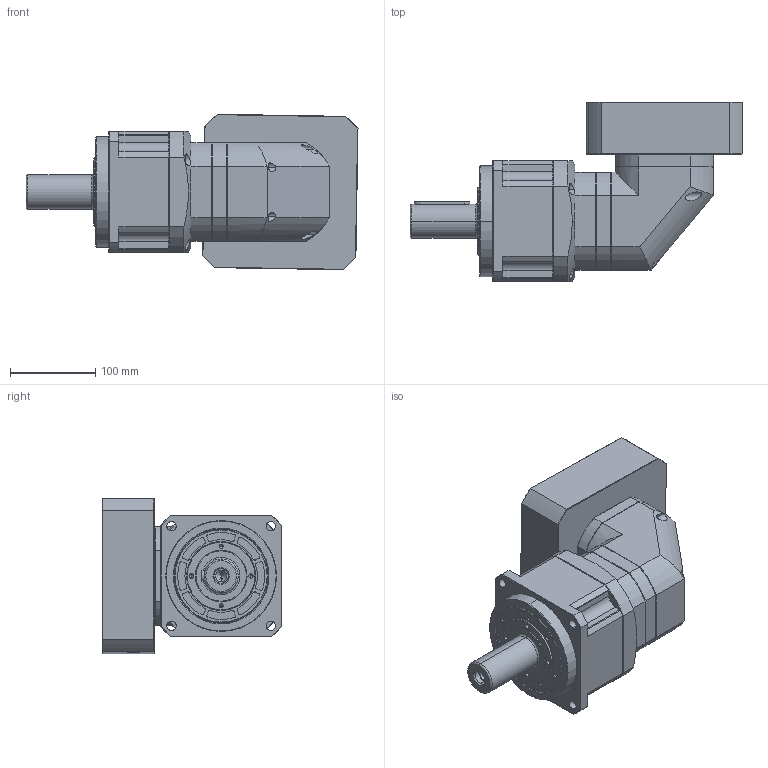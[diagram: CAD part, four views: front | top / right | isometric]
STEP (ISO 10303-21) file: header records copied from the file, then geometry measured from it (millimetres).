
FILE_DESCRIPTION((''),'2;1');
FILE_NAME('TMR142L2-114_3-35-0001_ASM','2024-06-24T09:17:22',('mayn'),(''),'CREO PARAMETRIC BY PTC INC, 2020053','CREO PARAMETRIC BY PTC INC, 2020053','');
FILE_SCHEMA(('CONFIG_CONTROL_DESIGN'));
Length unit declared in the file: millimetre
Products named in the file (17): SPRING_LOCK_WASHERS--NORMAL_TYP; HEXAGON_SOCKET_HEAD_CAP_SC-7702; HEXAGON_SOCKET_HEAD_CAP_S-29686; HEXAGON_SOCKET_HEAD_CAP_SC-7651; TMR1150001; TMR1150002; HEXAGON_SOCKET_HEAD_CAP_SC-7593; TMR1150003; HEX_SOCKET_SET_SCREWS_WITH_FLAT; 65X55X700; _AKB115_D114_3-M120001; TM1420001; TMR115350001; TMR1150004; TM1420002; TMR142L2-114_3-35-0002_ASM; TMR142L2-114_3-35-0001_ASM
Assembly tree (50 placements, depth 3):
  TMR142L2-114_3-35-0001_ASM
    TMR142L2-114_3-35-0002_ASM
      SPRING_LOCK_WASHERS--NORMAL_TYP  x17
      HEXAGON_SOCKET_HEAD_CAP_SC-7702  x13
      HEXAGON_SOCKET_HEAD_CAP_S-29686  x2
      HEXAGON_SOCKET_HEAD_CAP_SC-7651  x5
      TMR1150001
      TMR1150002
      HEXAGON_SOCKET_HEAD_CAP_SC-7593  x2
      TMR1150003
      HEX_SOCKET_SET_SCREWS_WITH_FLAT
      65X55X700
      _AKB115_D114_3-M120001
      TM1420001
      TMR115350001
      TMR1150004
      TM1420002
Bounding box: 389.52 x 210.4 x 182.45 mm (x, y, z)
Volume: 5227114 mm3; surface area: 498308.1 mm2
Topology: 49 solids, 49 shells, 1556 faces, 3836 edges, 2400 vertices
Faces by surface type: plane 653, cylinder 607, cone 238, torus 58
Entity records: 30555 total; most frequent: CARTESIAN_POINT 6007, DIRECTION 5529, ORIENTED_EDGE 4804, EDGE_CURVE 2402, AXIS2_PLACEMENT_3D 2229, VERTEX_POINT 1550, CIRCLE 1167, EDGE_LOOP 1112
